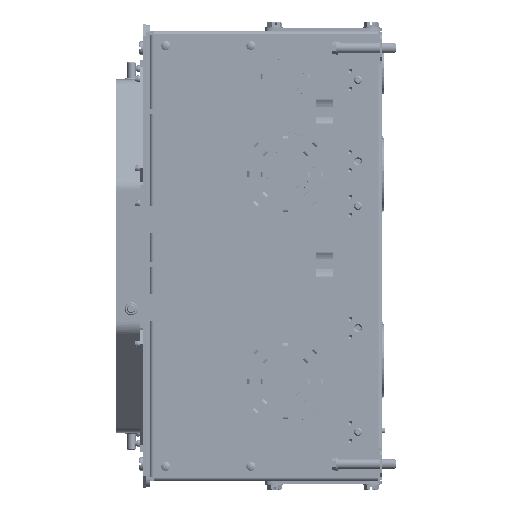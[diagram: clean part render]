
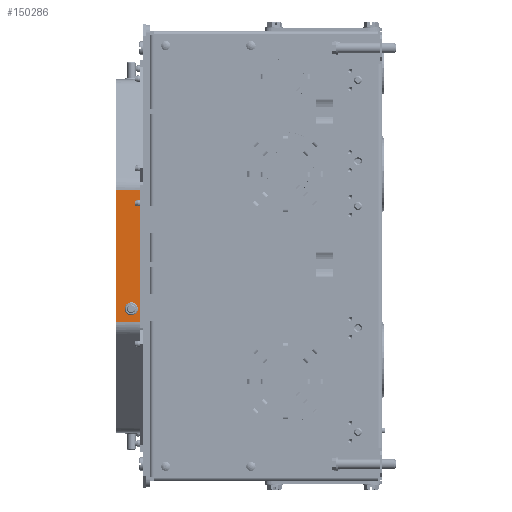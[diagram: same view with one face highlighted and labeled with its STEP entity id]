
A CAD part, left-side view. The second image highlights one B-rep face of the part: STEP entity #150286.
In plain terms, the highlighted planar face has unit normal (-1, 0, 0).
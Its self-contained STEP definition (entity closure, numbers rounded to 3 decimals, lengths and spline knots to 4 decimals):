
#8422=FACE_BOUND('',#25898,.T.);
#9256=CIRCLE('',#157797,0.155);
#17268=FACE_OUTER_BOUND('',#25897,.T.);
#25897=EDGE_LOOP('',(#122687,#122688,#122689,#122690));
#25898=EDGE_LOOP('',(#122691));
#38910=LINE('',#249422,#53321);
#39051=LINE('',#250125,#53462);
#39062=LINE('',#250156,#53473);
#39063=LINE('',#250158,#53474);
#53321=VECTOR('',#180754,0.3937);
#53462=VECTOR('',#181233,0.3937);
#53473=VECTOR('',#181272,0.3937);
#53474=VECTOR('',#181275,0.3937);
#67181=VERTEX_POINT('',#249419);
#67182=VERTEX_POINT('',#249421);
#67344=VERTEX_POINT('',#250122);
#67345=VERTEX_POINT('',#250124);
#67352=VERTEX_POINT('',#250159);
#86508=EDGE_CURVE('',#67181,#67182,#38910,.T.);
#86767=EDGE_CURVE('',#67345,#67344,#39051,.T.);
#86784=EDGE_CURVE('',#67182,#67344,#39062,.T.);
#86785=EDGE_CURVE('',#67181,#67345,#39063,.T.);
#86786=EDGE_CURVE('',#67352,#67352,#9256,.T.);
#122687=ORIENTED_EDGE('',*,*,#86767,.T.);
#122688=ORIENTED_EDGE('',*,*,#86784,.F.);
#122689=ORIENTED_EDGE('',*,*,#86508,.F.);
#122690=ORIENTED_EDGE('',*,*,#86785,.T.);
#122691=ORIENTED_EDGE('',*,*,#86786,.F.);
#143467=PLANE('',#157796);
#150286=ADVANCED_FACE('',(#17268,#8422),#143467,.T.);
#157796=AXIS2_PLACEMENT_3D('',#250157,#181273,#181274);
#157797=AXIS2_PLACEMENT_3D('',#250160,#181276,#181277);
#180754=DIRECTION('',(0.,0.,-1.));
#181233=DIRECTION('',(0.,0.,-1.));
#181272=DIRECTION('',(0.,1.,0.));
#181273=DIRECTION('center_axis',(-1.,0.,0.));
#181274=DIRECTION('ref_axis',(0.,0.,
1.));
#181275=DIRECTION('',(0.,1.,0.));
#181276=DIRECTION('center_axis',(-1.,0.,0.));
#181277=DIRECTION('ref_axis',(0.,-1.,0.));
#249419=CARTESIAN_POINT('',(-4.184,5.732,1.5689));
#249421=CARTESIAN_POINT('',(-4.184,5.732,-1.5709));
#249422=CARTESIAN_POINT('',(-4.184,5.732,-0.7868));
#250122=CARTESIAN_POINT('',(-4.184,6.307,-1.5709));
#250124=CARTESIAN_POINT('',(-4.184,6.307,1.5689));
#250125=CARTESIAN_POINT('',(-4.184,6.307,-1.5709));
#250156=CARTESIAN_POINT('',(-4.184,6.2285,-1.5709));
#250157=CARTESIAN_POINT('Origin',(-4.184,6.2285,1.5689));
#250158=CARTESIAN_POINT('',(-4.184,6.2285,1.5689));
#250159=CARTESIAN_POINT('',(-4.184,6.1035,-1.251));
#250160=CARTESIAN_POINT('Origin',(-4.184,5.9485,-1.251));
